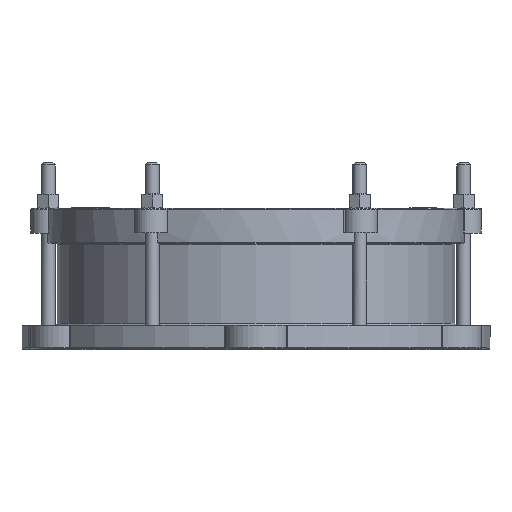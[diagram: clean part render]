
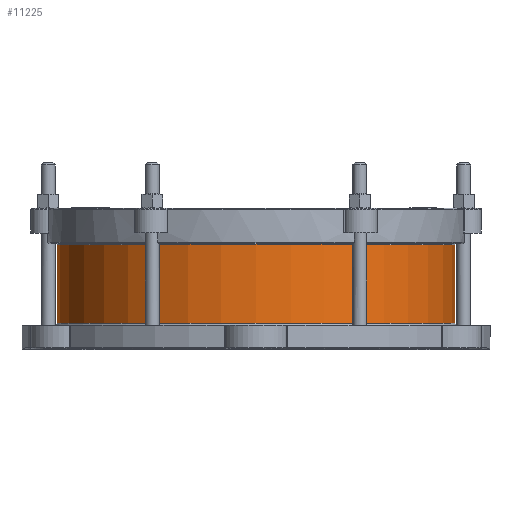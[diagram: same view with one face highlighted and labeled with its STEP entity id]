
A CAD part, top view. The second image highlights one B-rep face of the part: STEP entity #11225.
In plain terms, the highlighted cylindrical face has radius 169.5 mm (diameter 339 mm), a full revolution.
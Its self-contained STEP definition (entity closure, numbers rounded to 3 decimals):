
#164=CYLINDRICAL_SURFACE('',#12058,169.5);
#610=CIRCLE('',#12056,169.5);
#611=CIRCLE('',#12057,169.5);
#612=CIRCLE('',#12059,169.5);
#1542=FACE_OUTER_BOUND('',#2237,.T.);
#2237=EDGE_LOOP('',(#8246,#8247,#8248,#8249,#8250));
#3052=LINE('',#19241,#3720);
#3720=VECTOR('',#14044,169.5);
#4763=VERTEX_POINT('',#19234);
#4764=VERTEX_POINT('',#19236);
#4765=VERTEX_POINT('',#19240);
#6004=EDGE_CURVE('',#4763,#4764,#610,.T.);
#6005=EDGE_CURVE('',#4764,#4763,#611,.T.);
#6006=EDGE_CURVE('',#4764,#4765,#3052,.T.);
#6007=EDGE_CURVE('',#4765,#4765,#612,.T.);
#8246=ORIENTED_EDGE('',*,*,#6004,.F.);
#8247=ORIENTED_EDGE('',*,*,#6005,.F.);
#8248=ORIENTED_EDGE('',*,*,#6006,.T.);
#8249=ORIENTED_EDGE('',*,*,#6007,.F.);
#8250=ORIENTED_EDGE('',*,*,#6006,.F.);
#11225=ADVANCED_FACE('',(#1542),#164,.T.);
#12056=AXIS2_PLACEMENT_3D('',#19237,#14038,#14039);
#12057=AXIS2_PLACEMENT_3D('',#19238,#14040,#14041);
#12058=AXIS2_PLACEMENT_3D('',#19239,#14042,#14043);
#12059=AXIS2_PLACEMENT_3D('',#19242,#14045,#14046);
#14038=DIRECTION('center_axis',(0.,1.,0.));
#14039=DIRECTION('ref_axis',(1.,0.,0.));
#14040=DIRECTION('center_axis',(0.,1.,0.));
#14041=DIRECTION('ref_axis',(1.,0.,0.));
#14042=DIRECTION('center_axis',(0.,1.,0.));
#14043=DIRECTION('ref_axis',(-1.,0.,0.));
#14044=DIRECTION('',(0.,-1.,0.));
#14045=DIRECTION('center_axis',(0.,-1.,0.));
#14046=DIRECTION('ref_axis',(-1.,0.,0.));
#19234=CARTESIAN_POINT('',(0.,89.,-169.5));
#19236=CARTESIAN_POINT('',(169.5,89.,0.));
#19237=CARTESIAN_POINT('Origin',(0.,89.,0.));
#19238=CARTESIAN_POINT('Origin',(0.,89.,0.));
#19239=CARTESIAN_POINT('Origin',(0.,0.,0.));
#19240=CARTESIAN_POINT('',(169.5,22.,0.));
#19241=CARTESIAN_POINT('',(169.5,0.,0.));
#19242=CARTESIAN_POINT('Origin',(0.,22.,0.));
